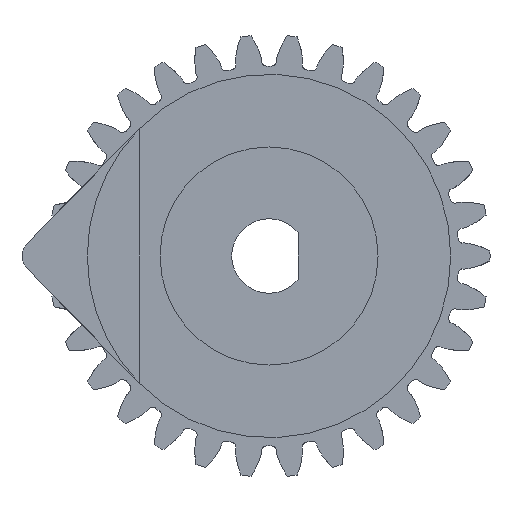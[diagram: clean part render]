
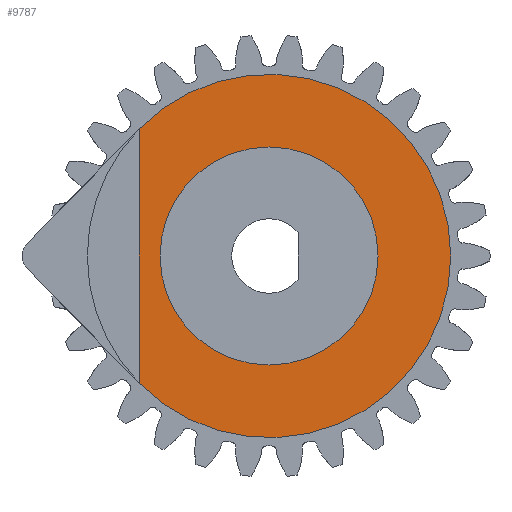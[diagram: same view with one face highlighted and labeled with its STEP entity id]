
A CAD part, front view. The second image highlights one B-rep face of the part: STEP entity #9787.
In plain terms, the highlighted planar face has unit normal (0, -1, 0).
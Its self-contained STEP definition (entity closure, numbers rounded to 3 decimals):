
#22 = VERTEX_POINT('',#23);
#23 = CARTESIAN_POINT('',(-7.143,2.5,6.999));
#72 = CYLINDRICAL_SURFACE('',#73,10.);
#73 = AXIS2_PLACEMENT_3D('',#74,#75,#76);
#74 = CARTESIAN_POINT('',(0.,2.5,0.));
#75 = DIRECTION('',(0.,1.,0.));
#76 = DIRECTION('',(-1.,0.,0.));
#228 = VERTEX_POINT('',#229);
#229 = CARTESIAN_POINT('',(-7.143,2.5,-6.999));
#276 = PLANE('',#277);
#277 = AXIS2_PLACEMENT_3D('',#278,#279,#280);
#278 = CARTESIAN_POINT('',(0.,2.5,0.));
#279 = DIRECTION('',(0.,1.,0.));
#280 = DIRECTION('',(-1.,0.,0.));
#391 = EDGE_CURVE('',#22,#228,#392,.T.);
#392 = SURFACE_CURVE('',#393,(#398,#405),.PCURVE_S1.);
#393 = CIRCLE('',#394,10.);
#394 = AXIS2_PLACEMENT_3D('',#395,#396,#397);
#395 = CARTESIAN_POINT('',(0.,2.5,0.));
#396 = DIRECTION('',(0.,1.,-0.));
#397 = DIRECTION('',(-1.,0.,0.));
#398 = PCURVE('',#72,#399);
#399 = DEFINITIONAL_REPRESENTATION('',(#400),#404);
#400 = LINE('',#401,#402);
#401 = CARTESIAN_POINT('',(0.,0.));
#402 = VECTOR('',#403,1.);
#403 = DIRECTION('',(1.,0.));
#404 = ( GEOMETRIC_REPRESENTATION_CONTEXT(2) 
PARAMETRIC_REPRESENTATION_CONTEXT() REPRESENTATION_CONTEXT('2D SPACE',''
  ) );
#405 = PCURVE('',#406,#411);
#406 = PLANE('',#407);
#407 = AXIS2_PLACEMENT_3D('',#408,#409,#410);
#408 = CARTESIAN_POINT('',(0.,2.5,0.));
#409 = DIRECTION('',(0.,1.,0.));
#410 = DIRECTION('',(-1.,0.,0.));
#411 = DEFINITIONAL_REPRESENTATION('',(#412),#416);
#412 = CIRCLE('',#413,10.);
#413 = AXIS2_PLACEMENT_2D('',#414,#415);
#414 = CARTESIAN_POINT('',(0.,0.));
#415 = DIRECTION('',(1.,-0.));
#416 = ( GEOMETRIC_REPRESENTATION_CONTEXT(2) 
PARAMETRIC_REPRESENTATION_CONTEXT() REPRESENTATION_CONTEXT('2D SPACE',''
  ) );
#9767 = EDGE_CURVE('',#228,#22,#9768,.T.);
#9768 = SURFACE_CURVE('',#9769,(#9773,#9780),.PCURVE_S1.);
#9769 = LINE('',#9770,#9771);
#9770 = CARTESIAN_POINT('',(-7.143,2.5,-6.999));
#9771 = VECTOR('',#9772,1.);
#9772 = DIRECTION('',(0.,0.,1.));
#9773 = PCURVE('',#276,#9774);
#9774 = DEFINITIONAL_REPRESENTATION('',(#9775),#9779);
#9775 = LINE('',#9776,#9777);
#9776 = CARTESIAN_POINT('',(7.143,-6.999));
#9777 = VECTOR('',#9778,1.);
#9778 = DIRECTION('',(-0.,1.));
#9779 = ( GEOMETRIC_REPRESENTATION_CONTEXT(2) 
PARAMETRIC_REPRESENTATION_CONTEXT() REPRESENTATION_CONTEXT('2D SPACE',''
  ) );
#9780 = PCURVE('',#406,#9781);
#9781 = DEFINITIONAL_REPRESENTATION('',(#9782),#9786);
#9782 = LINE('',#9783,#9784);
#9783 = CARTESIAN_POINT('',(7.143,-6.999));
#9784 = VECTOR('',#9785,1.);
#9785 = DIRECTION('',(-0.,1.));
#9786 = ( GEOMETRIC_REPRESENTATION_CONTEXT(2) 
PARAMETRIC_REPRESENTATION_CONTEXT() REPRESENTATION_CONTEXT('2D SPACE',''
  ) );
#9787 = ADVANCED_FACE('',(#9788,#9792),#406,.F.);
#9788 = FACE_BOUND('',#9789,.T.);
#9789 = EDGE_LOOP('',(#9790,#9791));
#9790 = ORIENTED_EDGE('',*,*,#391,.F.);
#9791 = ORIENTED_EDGE('',*,*,#9767,.F.);
#9792 = FACE_BOUND('',#9793,.T.);
#9793 = EDGE_LOOP('',(#9794));
#9794 = ORIENTED_EDGE('',*,*,#9795,.T.);
#9795 = EDGE_CURVE('',#9796,#9796,#9798,.T.);
#9796 = VERTEX_POINT('',#9797);
#9797 = CARTESIAN_POINT('',(-6.,2.5,0.));
#9798 = SURFACE_CURVE('',#9799,(#9804,#9811),.PCURVE_S1.);
#9799 = CIRCLE('',#9800,6.);
#9800 = AXIS2_PLACEMENT_3D('',#9801,#9802,#9803);
#9801 = CARTESIAN_POINT('',(0.,2.5,0.));
#9802 = DIRECTION('',(0.,1.,-0.));
#9803 = DIRECTION('',(-1.,0.,0.));
#9804 = PCURVE('',#406,#9805);
#9805 = DEFINITIONAL_REPRESENTATION('',(#9806),#9810);
#9806 = CIRCLE('',#9807,6.);
#9807 = AXIS2_PLACEMENT_2D('',#9808,#9809);
#9808 = CARTESIAN_POINT('',(0.,0.));
#9809 = DIRECTION('',(1.,-0.));
#9810 = ( GEOMETRIC_REPRESENTATION_CONTEXT(2) 
PARAMETRIC_REPRESENTATION_CONTEXT() REPRESENTATION_CONTEXT('2D SPACE',''
  ) );
#9811 = PCURVE('',#9812,#9817);
#9812 = CYLINDRICAL_SURFACE('',#9813,6.);
#9813 = AXIS2_PLACEMENT_3D('',#9814,#9815,#9816);
#9814 = CARTESIAN_POINT('',(0.,0.,0.));
#9815 = DIRECTION('',(0.,1.,0.));
#9816 = DIRECTION('',(-1.,0.,0.));
#9817 = DEFINITIONAL_REPRESENTATION('',(#9818),#9822);
#9818 = LINE('',#9819,#9820);
#9819 = CARTESIAN_POINT('',(0.,2.5));
#9820 = VECTOR('',#9821,1.);
#9821 = DIRECTION('',(1.,0.));
#9822 = ( GEOMETRIC_REPRESENTATION_CONTEXT(2) 
PARAMETRIC_REPRESENTATION_CONTEXT() REPRESENTATION_CONTEXT('2D SPACE',''
  ) );
